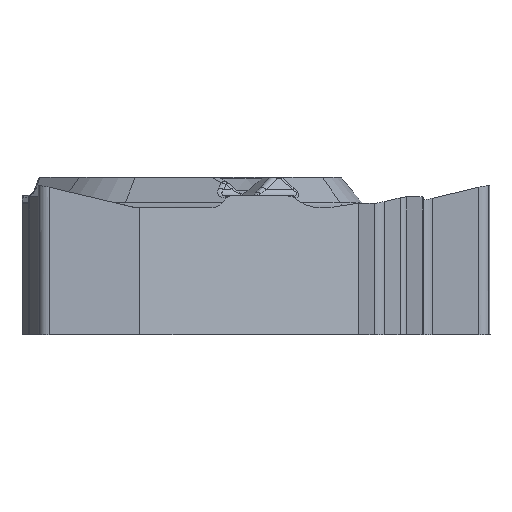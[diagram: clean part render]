
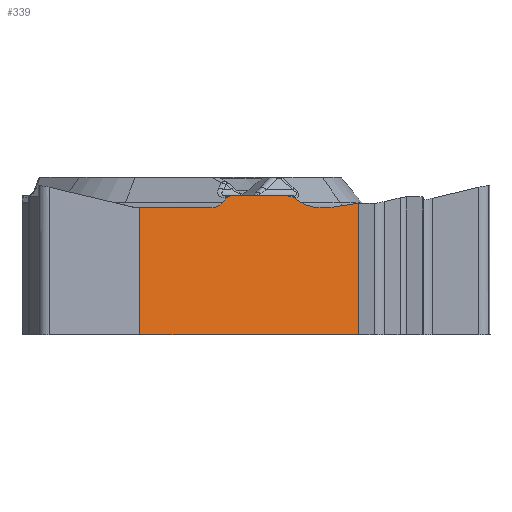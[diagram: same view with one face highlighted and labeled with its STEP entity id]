
A CAD part, front view. The second image highlights one B-rep face of the part: STEP entity #339.
In plain terms, the highlighted planar face has unit normal (0.5, -0.866, 0).
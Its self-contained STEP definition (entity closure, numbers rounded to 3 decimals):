
#339=ADVANCED_FACE('',(#605),#549,.F.);
#549=PLANE('',#3554);
#605=FACE_OUTER_BOUND('',#809,.T.);
#809=EDGE_LOOP('',(#1125,#1126,#1127,#1128,#1129,#1130,#1131,#1132,#1133,
#1134,#1135,#1136,#1137,#1138));
#1029=ELLIPSE('',#3549,0.83,0.415);
#1030=ELLIPSE('',#3550,0.83,0.415);
#1031=ELLIPSE('',#3551,0.3,0.15);
#1032=ELLIPSE('',#3552,0.177,0.15);
#1033=ELLIPSE('',#3553,0.489,0.415);
#1125=ORIENTED_EDGE('',*,*,#2475,.F.);
#1126=ORIENTED_EDGE('',*,*,#2476,.T.);
#1127=ORIENTED_EDGE('',*,*,#2477,.F.);
#1128=ORIENTED_EDGE('',*,*,#2478,.T.);
#1129=ORIENTED_EDGE('',*,*,#2479,.T.);
#1130=ORIENTED_EDGE('',*,*,#2480,.F.);
#1131=ORIENTED_EDGE('',*,*,#2481,.T.);
#1132=ORIENTED_EDGE('',*,*,#2482,.T.);
#1133=ORIENTED_EDGE('',*,*,#2483,.F.);
#1134=ORIENTED_EDGE('',*,*,#2484,.T.);
#1135=ORIENTED_EDGE('',*,*,#2485,.F.);
#1136=ORIENTED_EDGE('',*,*,#2486,.T.);
#1137=ORIENTED_EDGE('',*,*,#2487,.T.);
#1138=ORIENTED_EDGE('',*,*,#2488,.F.);
#2161=VERTEX_POINT('',#5364);
#2162=VERTEX_POINT('',#5365);
#2163=VERTEX_POINT('',#5367);
#2164=VERTEX_POINT('',#5369);
#2165=VERTEX_POINT('',#5371);
#2166=VERTEX_POINT('',#5373);
#2167=VERTEX_POINT('',#5375);
#2168=VERTEX_POINT('',#5377);
#2169=VERTEX_POINT('',#5379);
#2170=VERTEX_POINT('',#5381);
#2171=VERTEX_POINT('',#5383);
#2172=VERTEX_POINT('',#5385);
#2173=VERTEX_POINT('',#5387);
#2174=VERTEX_POINT('',#5389);
#2475=EDGE_CURVE('',#2161,#2162,#2988,.T.);
#2476=EDGE_CURVE('',#2161,#2163,#2989,.T.);
#2477=EDGE_CURVE('',#2164,#2163,#2990,.T.);
#2478=EDGE_CURVE('',#2164,#2165,#2991,.T.);
#2479=EDGE_CURVE('',#2165,#2166,#1029,.T.);
#2480=EDGE_CURVE('',#2167,#2166,#2992,.T.);
#2481=EDGE_CURVE('',#2167,#2168,#1030,.T.);
#2482=EDGE_CURVE('',#2168,#2169,#2993,.T.);
#2483=EDGE_CURVE('',#2170,#2169,#1031,.T.);
#2484=EDGE_CURVE('',#2170,#2171,#2994,.T.);
#2485=EDGE_CURVE('',#2172,#2171,#1032,.T.);
#2486=EDGE_CURVE('',#2172,#2173,#2995,.T.);
#2487=EDGE_CURVE('',#2173,#2174,#1033,.T.);
#2488=EDGE_CURVE('',#2162,#2174,#2996,.T.);
#2988=LINE('',#5363,#3228);
#2989=LINE('',#5366,#3229);
#2990=LINE('',#5368,#3230);
#2991=LINE('',#5370,#3231);
#2992=LINE('',#5374,#3232);
#2993=LINE('',#5378,#3233);
#2994=LINE('',#5382,#3234);
#2995=LINE('',#5386,#3235);
#2996=LINE('',#5390,#3236);
#3228=VECTOR('',#3953,1.);
#3229=VECTOR('',#3954,1.);
#3230=VECTOR('',#3955,1.);
#3231=VECTOR('',#3956,1.);
#3232=VECTOR('',#3959,1.);
#3233=VECTOR('',#3962,1.);
#3234=VECTOR('',#3965,1.);
#3235=VECTOR('',#3968,1.);
#3236=VECTOR('',#3971,1.);
#3549=AXIS2_PLACEMENT_3D('',#5372,#3957,#3958);
#3550=AXIS2_PLACEMENT_3D('',#5376,#3960,#3961);
#3551=AXIS2_PLACEMENT_3D('',#5380,#3963,#3964);
#3552=AXIS2_PLACEMENT_3D('',#5384,#3966,#3967);
#3553=AXIS2_PLACEMENT_3D('',#5388,#3969,#3970);
#3554=AXIS2_PLACEMENT_3D('',#5391,#3972,#3973);
#3953=DIRECTION('',(0.,0.,1.));
#3954=DIRECTION('',(0.866,0.5,0.));
#3955=DIRECTION('',(0.,0.,-1.));
#3956=DIRECTION('',(-0.858,-0.496,-0.133));
#3957=DIRECTION('',(-0.5,0.866,0.));
#3958=DIRECTION('',(-0.866,-0.5,0.));
#3959=DIRECTION('',(0.866,0.5,0.));
#3960=DIRECTION('',(-0.5,0.866,0.));
#3961=DIRECTION('',(0.866,0.5,0.));
#3962=DIRECTION('',(-0.744,-0.43,0.512));
#3963=DIRECTION('',(-0.5,0.866,0.));
#3964=DIRECTION('',(0.866,0.5,0.));
#3965=DIRECTION('',(-0.866,-0.5,0.));
#3966=DIRECTION('',(-0.5,0.866,0.));
#3967=DIRECTION('',(-0.866,-0.5,0.));
#3968=DIRECTION('',(-0.609,-0.352,-0.711));
#3969=DIRECTION('',(-0.5,0.866,0.));
#3970=DIRECTION('',(0.866,0.5,0.));
#3971=DIRECTION('',(0.866,0.5,0.));
#3972=DIRECTION('',(-0.5,0.866,0.));
#3973=DIRECTION('',(0.,0.,-1.));
#5363=CARTESIAN_POINT('',(-1.624,-6.437,0.));
#5364=CARTESIAN_POINT('',(-1.624,-6.437,-3.97));
#5365=CARTESIAN_POINT('',(-1.624,-6.437,-0.585));
#5366=CARTESIAN_POINT('',(-0.367,-5.711,-3.97));
#5367=CARTESIAN_POINT('',(4.196,-3.077,-3.97));
#5368=CARTESIAN_POINT('',(4.196,-3.077,0.));
#5369=CARTESIAN_POINT('',(4.196,-3.077,-0.463));
#5370=CARTESIAN_POINT('',(-0.233,-5.634,-1.148));
#5371=CARTESIAN_POINT('',(3.499,-3.479,-0.571));
#5372=CARTESIAN_POINT('',(3.313,-3.587,-0.17));
#5373=CARTESIAN_POINT('',(3.313,-3.587,-0.585));
#5374=CARTESIAN_POINT('',(-0.367,-5.711,-0.585));
#5375=CARTESIAN_POINT('',(3.2,-3.652,-0.585));
#5376=CARTESIAN_POINT('',(3.2,-3.652,-0.17));
#5377=CARTESIAN_POINT('',(2.65,-3.969,-0.437));
#5378=CARTESIAN_POINT('',(0.257,-5.351,1.209));
#5379=CARTESIAN_POINT('',(2.485,-4.064,-0.324));
#5380=CARTESIAN_POINT('',(2.286,-4.179,-0.42));
#5381=CARTESIAN_POINT('',(2.286,-4.179,-0.27));
#5382=CARTESIAN_POINT('',(5.129,-2.538,-0.27));
#5383=CARTESIAN_POINT('',(0.803,-5.036,-0.27));
#5384=CARTESIAN_POINT('',(0.803,-5.036,-0.42));
#5385=CARTESIAN_POINT('',(0.685,-5.104,-0.324));
#5386=CARTESIAN_POINT('',(3.024,-3.754,2.405));
#5387=CARTESIAN_POINT('',(0.588,-5.16,-0.437));
#5388=CARTESIAN_POINT('',(0.264,-5.347,-0.17));
#5389=CARTESIAN_POINT('',(0.264,-5.347,-0.585));
#5390=CARTESIAN_POINT('',(5.129,-2.538,-0.585));
#5391=CARTESIAN_POINT('',(-0.367,-5.711,0.));
